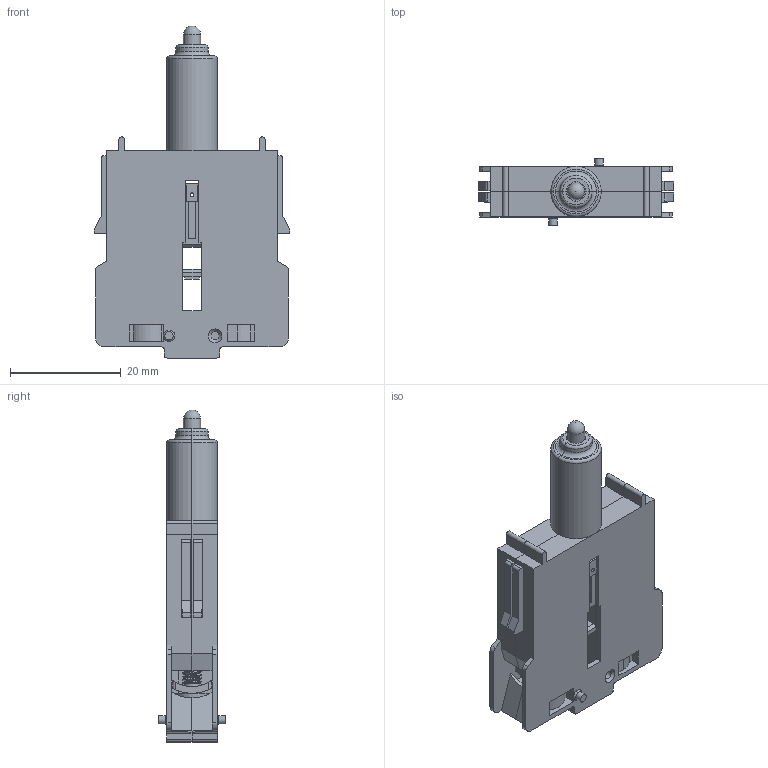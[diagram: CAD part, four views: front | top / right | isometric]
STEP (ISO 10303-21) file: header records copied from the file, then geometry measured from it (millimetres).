
FILE_DESCRIPTION(/* description */ (''),/* implementation_level */ '2;1');
FILE_NAME(/* name */ 'MLED12-MLED23-MLED24_ipt.stp',/* time_stamp */ '2017-04-10T14:05:04+02:00',/* author */ ('ahoffmann'),/* organization */ (''),/* preprocessor_version */ 'ST-DEVELOPER v16.1',/* originating_system */ 'Autodesk Inventor 2016',/* authorisation */ '');
FILE_SCHEMA (('AUTOMOTIVE_DESIGN { 1 0 10303 214 3 1 1 }'));
Length unit declared in the file: centimetre
Products named in the file (1): MLED...
Bounding box: 35.2 x 12.1 x 59.9 mm (x, y, z)
Volume: 7765.5 mm3; surface area: 8632.2 mm2
Topology: 4 solids, 6 shells, 497 faces, 1338 edges, 857 vertices
Faces by surface type: plane 391, cylinder 83, cone 10, bspline 6, torus 6, sphere 1
Full cylindrical faces by diameter (mm): 0.7 x2, 1.5 x4, 2.85 x2, 3.1 x1, 3.5 x2, 3.8 x1
Entity records: 18404 total; most frequent: CARTESIAN_POINT 6050, ORIENTED_EDGE 2626, DIRECTION 2415, EDGE_CURVE 1309, LINE 1043, VECTOR 1043, VERTEX_POINT 845, AXIS2_PLACEMENT_3D 686
